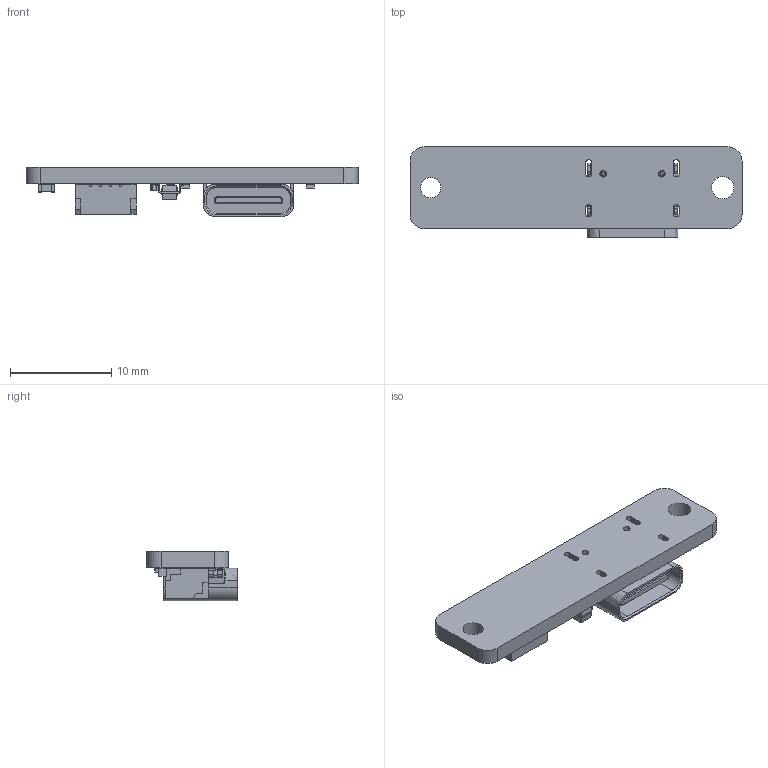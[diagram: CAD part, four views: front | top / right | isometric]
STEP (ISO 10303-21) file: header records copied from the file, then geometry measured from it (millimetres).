
FILE_DESCRIPTION(('KiCad electronic assembly'),'2;1');
FILE_NAME('AKB DaughterBoard.step','2022-01-18T14:41:03',('Pcbnew'),( 'Kicad'),'Open CASCADE STEP processor 7.5','KiCad to STEP converter' ,'Unknown');
FILE_SCHEMA(('AUTOMOTIVE_DESIGN { 1 0 10303 214 1 1 1 1 }'));
Length unit declared in the file: millimetre
Products named in the file (16): AKB DaughterBoard 1; R_0603_1608Metric; SOLID; JST_SH_SM04B-SRSS-TB_1x04-1MP_P1.00mm_Horizontal; Fuse_0603_1608Metric; D_0603_1608Metric; HRO__TYPE-C-31-M-12; COMPOUND; L_0603_1608Metric; SOT-23-6; Unified-Daughterboard PCB
Assembly tree (16 placements, depth 3):
  AKB DaughterBoard 1
    R_0603_1608Metric  x2
      SOLID
    JST_SH_SM04B-SRSS-TB_1x04-1MP_P1.00mm_Horizontal
      SOLID
    Fuse_0603_1608Metric
      SOLID
    D_0603_1608Metric
      SOLID
    HRO__TYPE-C-31-M-12
      COMPOUND
    L_0603_1608Metric
      SOLID
    SOT-23-6
      SOLID
    Unified-Daughterboard PCB
Bounding box: 32.77 x 8.91 x 4.86 mm (x, y, z)
Volume: 555.1 mm3; surface area: 1342.9 mm2
Topology: 9 solids, 9 shells, 524 faces, 1402 edges, 908 vertices
Faces by surface type: bspline 494, cylinder 16, plane 14
Full cylindrical faces by diameter (mm): 0.65 x2, 2 x1, 2.2 x1
Entity records: 32441 total; most frequent: CARTESIAN_POINT 12137, B_SPLINE_CURVE_WITH_KNOTS 3374, ORIENTED_EDGE 2668, PCURVE 2668, DEFINITIONAL_REPRESENTATION 2668, EDGE_CURVE 1334, SURFACE_CURVE 1326, VERTEX_POINT 864
